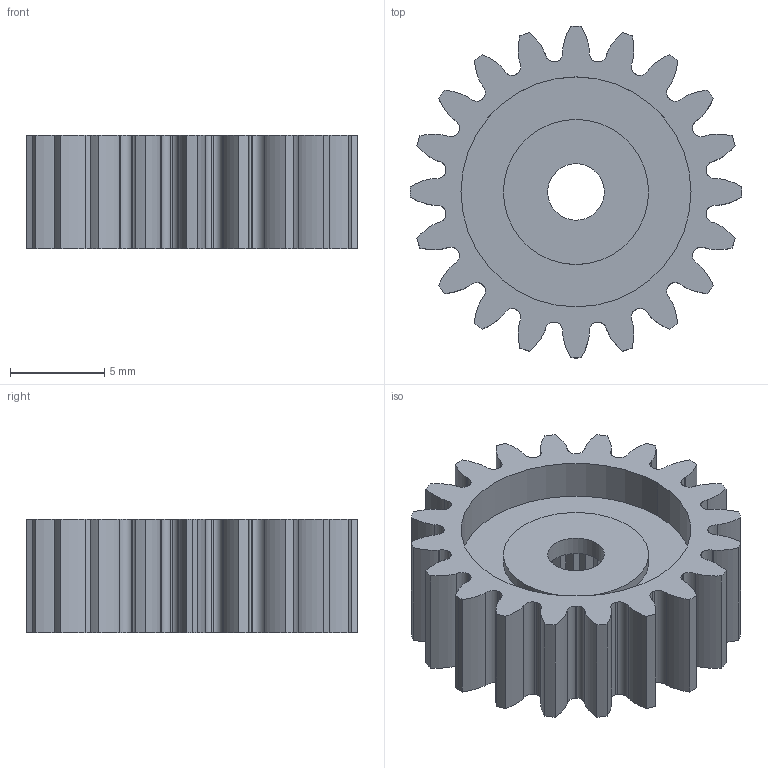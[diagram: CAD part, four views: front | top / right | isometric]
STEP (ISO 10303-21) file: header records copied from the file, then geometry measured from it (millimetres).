
FILE_DESCRIPTION (( 'STEP AP203' ), '1' );
FILE_NAME ('2305-0024-0020.STEP', '2017-04-27T18:39:34', ( '' ), ( '' ), 'SwSTEP 2.0', 'SolidWorks 2016', '' );
FILE_SCHEMA (( 'CONFIG_CONTROL_DESIGN' ));
Length unit declared in the file: millimetre
Products named in the file (1): 2305-0024-0020
Bounding box: 17.6 x 17.6 x 6 mm (x, y, z)
Volume: 723.5 mm3; surface area: 1301.2 mm2
Topology: 1 solids, 1 shells, 229 faces, 663 edges, 442 vertices
Faces by surface type: plane 96, bspline 80, cylinder 53
Entity records: 10284 total; most frequent: CARTESIAN_POINT 4615, ORIENTED_EDGE 1326, DIRECTION 909, EDGE_CURVE 663, VERTEX_POINT 442, VECTOR 397, LINE 397, AXIS2_PLACEMENT_3D 256
